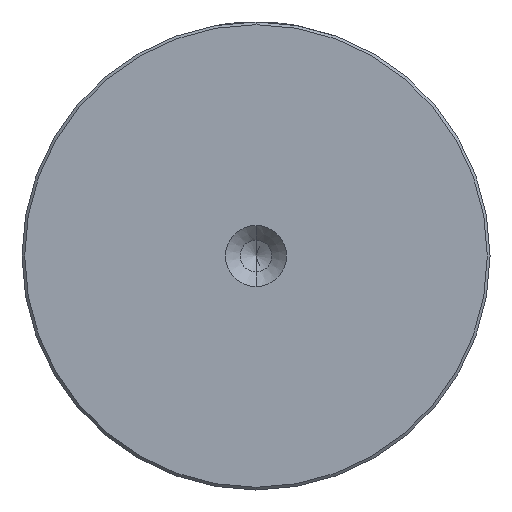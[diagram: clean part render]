
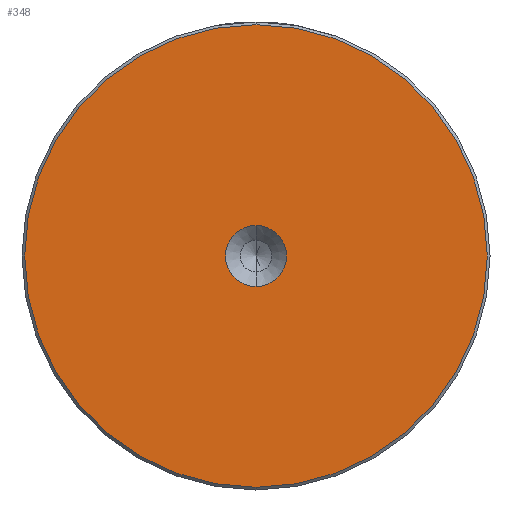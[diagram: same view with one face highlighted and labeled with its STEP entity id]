
A CAD part, left-side view. The second image highlights one B-rep face of the part: STEP entity #348.
In plain terms, the highlighted planar face has unit normal (-1, 0, 0).
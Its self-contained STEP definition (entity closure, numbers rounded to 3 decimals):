
#26 = DIRECTION ( 'NONE',  ( 0., 0., 1. ) ) ;
#59 = EDGE_CURVE ( 'NONE', #2538, #880, #669, .T. ) ;
#101 = FACE_BOUND ( 'NONE', #1597, .T. ) ;
#139 = DIRECTION ( 'NONE',  ( 0., 0., 1. ) ) ;
#141 = CARTESIAN_POINT ( 'NONE',  ( 0., 0., -42.5 ) ) ;
#149 = CARTESIAN_POINT ( 'NONE',  ( 0., 0., 0. ) ) ;
#199 = CIRCLE ( 'NONE', #1951, 5.6 ) ;
#348 = ADVANCED_FACE ( 'NONE', ( #1679, #101 ), #536, .T. ) ;
#466 = DIRECTION ( 'NONE',  ( -1., 0., 0. ) ) ;
#536 = PLANE ( 'NONE',  #2502 ) ;
#603 = ORIENTED_EDGE ( 'NONE', *, *, #2154, .T. ) ;
#611 = DIRECTION ( 'NONE',  ( 0., 0., 1. ) ) ;
#669 = CIRCLE ( 'NONE', #2418, 42.5 ) ;
#677 = EDGE_CURVE ( 'NONE', #1669, #1221, #199, .T. ) ;
#703 = DIRECTION ( 'NONE',  ( -1., 0., 0. ) ) ;
#795 = CIRCLE ( 'NONE', #890, 42.5 ) ;
#880 = VERTEX_POINT ( 'NONE', #141 ) ;
#890 = AXIS2_PLACEMENT_3D ( 'NONE', #1638, #466, #1826 ) ;
#912 = CARTESIAN_POINT ( 'NONE',  ( 0., 0., 42.5 ) ) ;
#1212 = CARTESIAN_POINT ( 'NONE',  ( 0., 0., 5.6 ) ) ;
#1221 = VERTEX_POINT ( 'NONE', #1212 ) ;
#1402 = CARTESIAN_POINT ( 'NONE',  ( 0., 0., 0. ) ) ;
#1476 = CIRCLE ( 'NONE', #1510, 5.6 ) ;
#1480 = EDGE_LOOP ( 'NONE', ( #603, #2043 ) ) ;
#1503 = DIRECTION ( 'NONE',  ( -1., 0., 0. ) ) ;
#1510 = AXIS2_PLACEMENT_3D ( 'NONE', #1861, #703, #2067 ) ;
#1597 = EDGE_LOOP ( 'NONE', ( #2477, #2142 ) ) ;
#1638 = CARTESIAN_POINT ( 'NONE',  ( 0., 0., 0. ) ) ;
#1669 = VERTEX_POINT ( 'NONE', #2028 ) ;
#1679 = FACE_OUTER_BOUND ( 'NONE', #1480, .T. ) ;
#1781 = DIRECTION ( 'NONE',  ( -1., 0., 0. ) ) ;
#1788 = EDGE_CURVE ( 'NONE', #1221, #1669, #1476, .T. ) ;
#1826 = DIRECTION ( 'NONE',  ( 0., 0., 1. ) ) ;
#1861 = CARTESIAN_POINT ( 'NONE',  ( 0., 0., 0. ) ) ;
#1951 = AXIS2_PLACEMENT_3D ( 'NONE', #1402, #1781, #611 ) ;
#2028 = CARTESIAN_POINT ( 'NONE',  ( 0., 0., -5.6 ) ) ;
#2043 = ORIENTED_EDGE ( 'NONE', *, *, #59, .T. ) ;
#2067 = DIRECTION ( 'NONE',  ( 0., 0., 1. ) ) ;
#2142 = ORIENTED_EDGE ( 'NONE', *, *, #677, .F. ) ;
#2154 = EDGE_CURVE ( 'NONE', #880, #2538, #795, .T. ) ;
#2174 = DIRECTION ( 'NONE',  ( -1., 0., 0. ) ) ;
#2200 = CARTESIAN_POINT ( 'NONE',  ( 0., 0., 0. ) ) ;
#2418 = AXIS2_PLACEMENT_3D ( 'NONE', #2200, #2174, #26 ) ;
#2477 = ORIENTED_EDGE ( 'NONE', *, *, #1788, .F. ) ;
#2502 = AXIS2_PLACEMENT_3D ( 'NONE', #149, #1503, #139 ) ;
#2538 = VERTEX_POINT ( 'NONE', #912 ) ;
